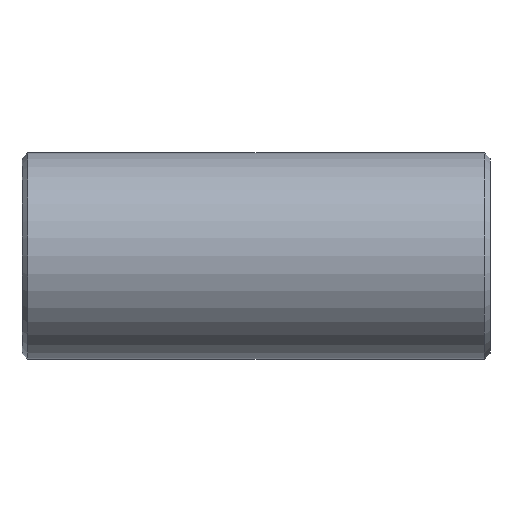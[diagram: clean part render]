
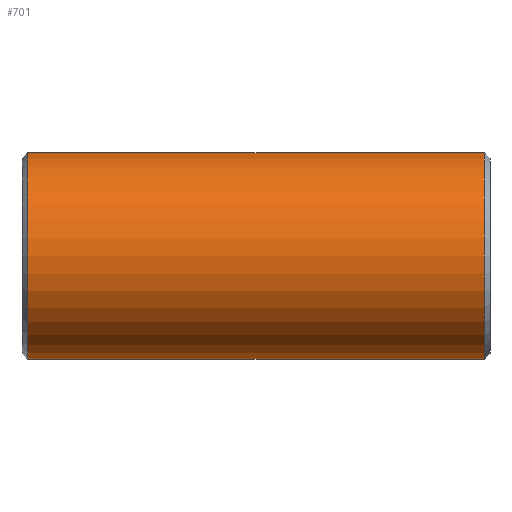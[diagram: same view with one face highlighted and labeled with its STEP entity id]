
A CAD part, front view. The second image highlights one B-rep face of the part: STEP entity #701.
In plain terms, the highlighted cylindrical face has radius 21.082 mm (diameter 42.164 mm), a partial arc.
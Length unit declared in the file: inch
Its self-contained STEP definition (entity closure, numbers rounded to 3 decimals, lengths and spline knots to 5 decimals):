
#67 = CIRCLE ( 'NONE', #342, 0.83 ) ;
#87 = ORIENTED_EDGE ( 'NONE', *, *, #369, .F. ) ;
#105 = CARTESIAN_POINT ( 'NONE',  ( -1.83333, 0., 0. ) ) ;
#107 = DIRECTION ( 'NONE',  ( 1., 0., 0. ) ) ;
#109 = DIRECTION ( 'NONE',  ( 0., 0., -1. ) ) ;
#144 = CARTESIAN_POINT ( 'NONE',  ( 1.88, 0., -0.83 ) ) ;
#145 = VERTEX_POINT ( 'NONE', #555 ) ;
#161 = VERTEX_POINT ( 'NONE', #284 ) ;
#215 = DIRECTION ( 'NONE',  ( 0., 0., 1. ) ) ;
#284 = CARTESIAN_POINT ( 'NONE',  ( -1.83333, 0., -0.83 ) ) ;
#289 = CARTESIAN_POINT ( 'NONE',  ( 1.88, 0., 0. ) ) ;
#331 = VECTOR ( 'NONE', #487, 39.37008 ) ;
#342 = AXIS2_PLACEMENT_3D ( 'NONE', #105, #107, #215 ) ;
#350 = DIRECTION ( 'NONE',  ( -1., 0., 0. ) ) ;
#356 = DIRECTION ( 'NONE',  ( 0., 0., 1. ) ) ;
#366 = ORIENTED_EDGE ( 'NONE', *, *, #606, .T. ) ;
#369 = EDGE_CURVE ( 'NONE', #145, #161, #421, .T. ) ;
#389 = CARTESIAN_POINT ( 'NONE',  ( 1.83333, 0., 0. ) ) ;
#400 = FACE_OUTER_BOUND ( 'NONE', #588, .T. ) ;
#421 = LINE ( 'NONE', #144, #431 ) ;
#428 = DIRECTION ( 'NONE',  ( -1., 0., 0. ) ) ;
#431 = VECTOR ( 'NONE', #428, 39.37008 ) ;
#485 = VERTEX_POINT ( 'NONE', #703 ) ;
#487 = DIRECTION ( 'NONE',  ( -1., 0., 0. ) ) ;
#494 = LINE ( 'NONE', #544, #331 ) ;
#539 = ORIENTED_EDGE ( 'NONE', *, *, #549, .T. ) ;
#544 = CARTESIAN_POINT ( 'NONE',  ( 1.88, 0., 0.83 ) ) ;
#549 = EDGE_CURVE ( 'NONE', #145, #640, #569, .T. ) ;
#555 = CARTESIAN_POINT ( 'NONE',  ( 1.83333, 0., -0.83 ) ) ;
#569 = CIRCLE ( 'NONE', #604, 0.83 ) ;
#588 = EDGE_LOOP ( 'NONE', ( #87, #539, #366, #643 ) ) ;
#604 = AXIS2_PLACEMENT_3D ( 'NONE', #389, #721, #109 ) ;
#606 = EDGE_CURVE ( 'NONE', #640, #485, #494, .T. ) ;
#640 = VERTEX_POINT ( 'NONE', #718 ) ;
#643 = ORIENTED_EDGE ( 'NONE', *, *, #651, .T. ) ;
#651 = EDGE_CURVE ( 'NONE', #485, #161, #67, .T. ) ;
#669 = AXIS2_PLACEMENT_3D ( 'NONE', #289, #350, #356 ) ;
#671 = CYLINDRICAL_SURFACE ( 'NONE', #669, 0.83 ) ;
#701 = ADVANCED_FACE ( 'NONE', ( #400 ), #671, .T. ) ;
#703 = CARTESIAN_POINT ( 'NONE',  ( -1.83333, 0., 0.83 ) ) ;
#718 = CARTESIAN_POINT ( 'NONE',  ( 1.83333, 0., 0.83 ) ) ;
#721 = DIRECTION ( 'NONE',  ( -1., 0., 0. ) ) ;
